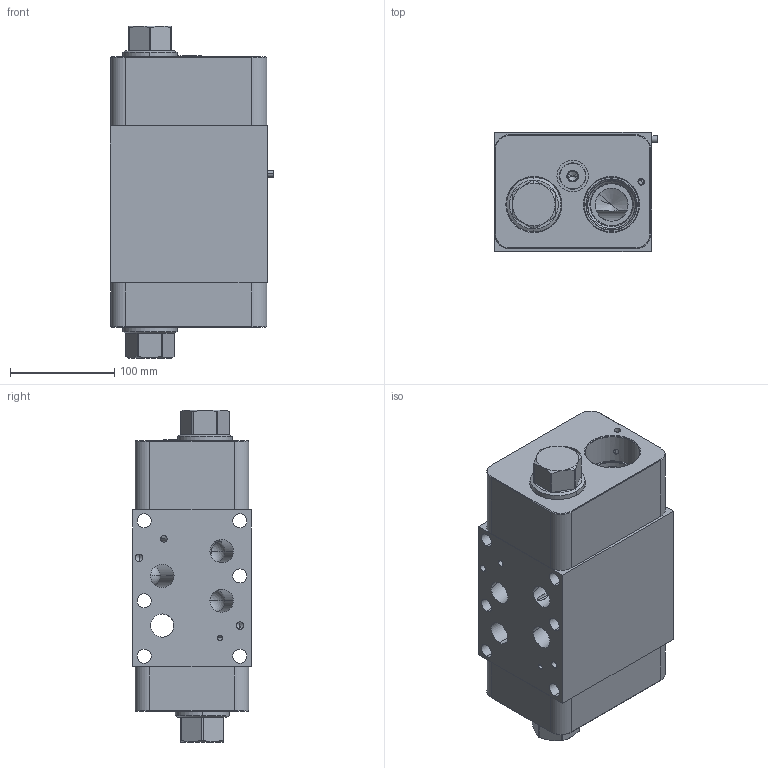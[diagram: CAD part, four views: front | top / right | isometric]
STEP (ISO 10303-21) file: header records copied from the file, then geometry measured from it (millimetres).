
FILE_DESCRIPTION((''),'2;1');
FILE_NAME('HK8_ASM','2019-10-16T',('ProEService'),(''),'PRO/ENGINEER BY PARAMETRIC TECHNOLOGY CORPORATION, 2014200','PRO/ENGINEER BY PARAMETRIC TECHNOLOGY CORPORATION, 2014200','');
FILE_SCHEMA(('CONFIG_CONTROL_DESIGN'));
Length unit declared in the file: inch
Products named in the file (8): 153-990; CXJCXCN; A330-006-010; 850-004-250; 500-001-121; 500-001-114; 811-001-002; HK8_ASM
Assembly tree (13 placements, depth 2):
  HK8_ASM
    153-990
    CXJCXCN  x2
    A330-006-010
    850-004-250  x2
    500-001-121  x4
    500-001-114  x2
    811-001-002
Bounding box: 157.18 x 114.3 x 319.02 mm (x, y, z)
Volume: 3590130.9 mm3; surface area: 390959.1 mm2
Topology: 17 solids, 17 shells, 670 faces, 1935 edges, 1519 vertices
Faces by surface type: cylinder 242, cone 167, plane 135, torus 66, revolution 44, sphere 16
Entity records: 21499 total; most frequent: CARTESIAN_POINT 7145, DIRECTION 3119, ORIENTED_EDGE 2486, EDGE_CURVE 1243, AXIS2_PLACEMENT_3D 1153, VECTOR 795, LINE 795, VERTEX_POINT 766
